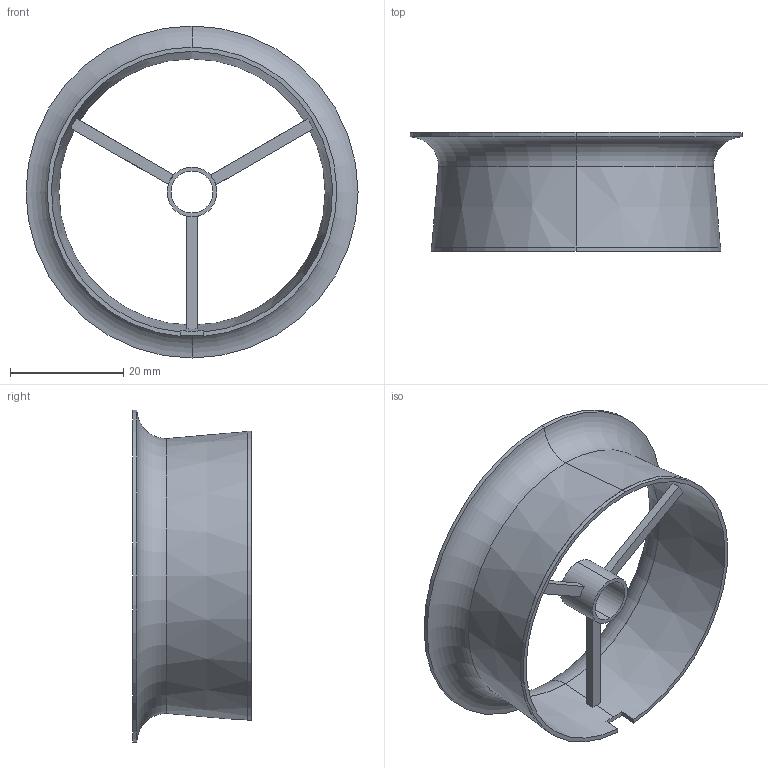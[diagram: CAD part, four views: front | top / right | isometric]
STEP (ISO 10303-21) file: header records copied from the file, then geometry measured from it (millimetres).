
FILE_DESCRIPTION (( 'STEP AP214' ), '1' );
FILE_NAME ('3-blade prop and 7mm motor.STEP', '2016-08-23T13:11:14', ( '' ), ( '' ), 'SwSTEP 2.0', 'SolidWorks 2014', '' );
FILE_SCHEMA (( 'AUTOMOTIVE_DESIGN' ));
Length unit declared in the file: millimetre
Products named in the file (1): 3-blade prop and 7mm motor
Bounding box: 58.6 x 21 x 58.6 mm (x, y, z)
Volume: 3107.4 mm3; surface area: 8532.7 mm2
Topology: 1 solids, 1 shells, 37 faces, 101 edges, 64 vertices
Faces by surface type: plane 19, cylinder 10, torus 4, cone 4
Entity records: 1263 total; most frequent: CARTESIAN_POINT 251, DIRECTION 217, ORIENTED_EDGE 202, EDGE_CURVE 101, AXIS2_PLACEMENT_3D 88, VERTEX_POINT 64, CIRCLE 50, EDGE_LOOP 43
